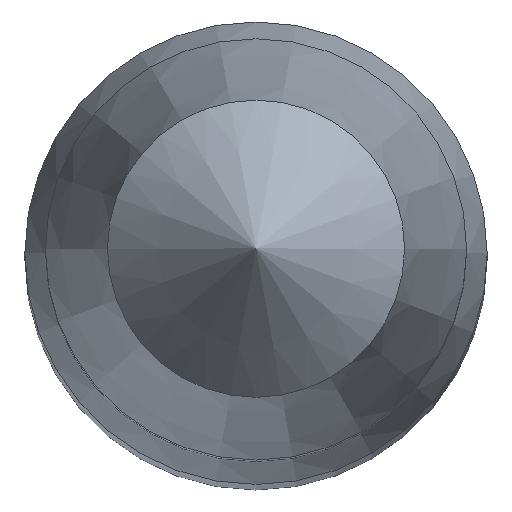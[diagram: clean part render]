
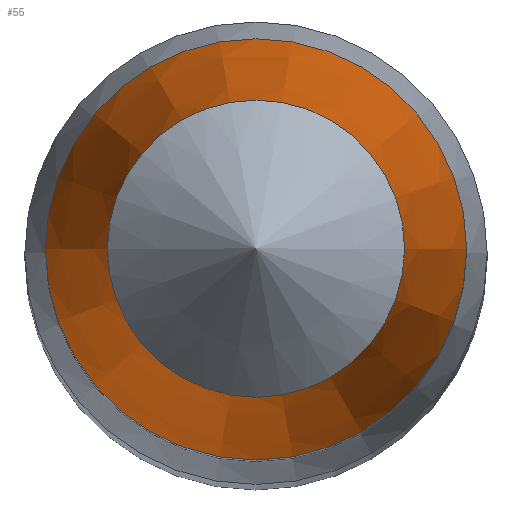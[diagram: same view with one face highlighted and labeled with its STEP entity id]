
A CAD part, top view. The second image highlights one B-rep face of the part: STEP entity #55.
In plain terms, the highlighted conical face has half-angle 8.598 degrees and reference radius 1.128 mm.
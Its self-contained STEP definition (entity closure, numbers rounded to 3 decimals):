
#55=ADVANCED_FACE('',(#84,#85),#61,.T.);
#61=CONICAL_SURFACE('',#493,1.128,8.598);
#84=FACE_BOUND('',#108,.T.);
#85=FACE_BOUND('',#109,.T.);
#108=EDGE_LOOP('',(#132));
#109=EDGE_LOOP('',(#133));
#132=ORIENTED_EDGE('',*,*,#158,.T.);
#133=ORIENTED_EDGE('',*,*,#157,.F.);
#144=VERTEX_POINT('',#659);
#145=VERTEX_POINT('',#662);
#157=EDGE_CURVE('',#144,#144,#169,.T.);
#158=EDGE_CURVE('',#145,#145,#170,.T.);
#169=CIRCLE('',#489,2.05);
#170=CIRCLE('',#491,1.446);
#489=AXIS2_PLACEMENT_3D('',#658,#573,#574);
#491=AXIS2_PLACEMENT_3D('',#661,#577,#578);
#493=AXIS2_PLACEMENT_3D('',#665,#581,#582);
#573=DIRECTION('',(0.,0.,-1.));
#574=DIRECTION('',(-1.,0.,0.));
#577=DIRECTION('',(0.,0.,-1.));
#578=DIRECTION('',(1.,0.,0.));
#581=DIRECTION('',(0.,0.,-1.));
#582=DIRECTION('',(-1.,0.,0.));
#658=CARTESIAN_POINT('',(0.,0.,58.9));
#659=CARTESIAN_POINT('',(-2.05,0.,58.9));
#661=CARTESIAN_POINT('',(0.,0.,62.894));
#662=CARTESIAN_POINT('',(1.446,0.,62.894));
#665=CARTESIAN_POINT('',(0.,0.,65.));
